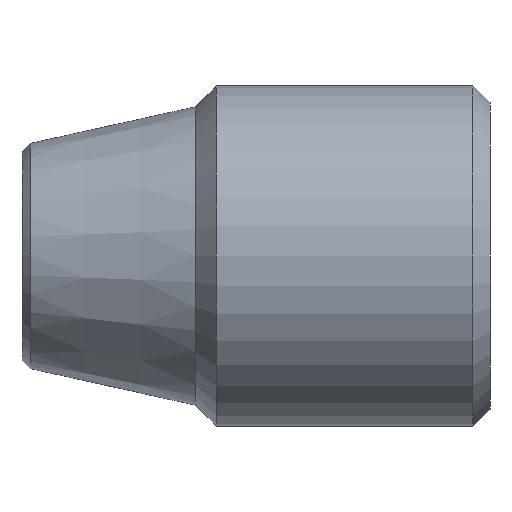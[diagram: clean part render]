
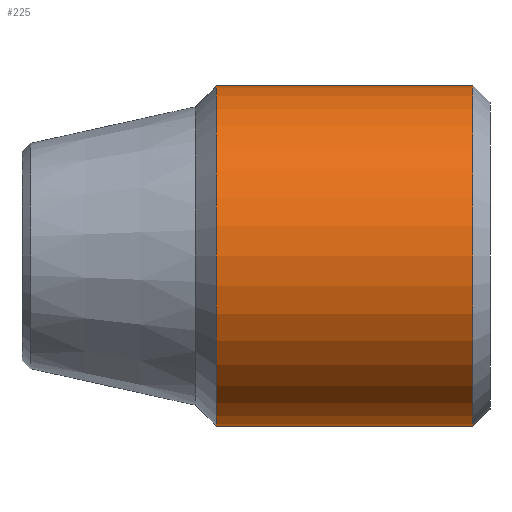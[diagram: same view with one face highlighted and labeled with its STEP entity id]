
A CAD part, front view. The second image highlights one B-rep face of the part: STEP entity #225.
In plain terms, the highlighted cylindrical face has radius 8 mm (diameter 16 mm), a full revolution.
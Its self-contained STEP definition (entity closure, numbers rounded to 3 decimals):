
#18 = VERTEX_POINT ( 'NONE', #24 ) ;
#20 = CARTESIAN_POINT ( 'NONE',  ( -12.863, 0., 8. ) ) ;
#23 = DIRECTION ( 'NONE',  ( 0., 0., 1. ) ) ;
#24 = CARTESIAN_POINT ( 'NONE',  ( -0.8, 0., 8. ) ) ;
#64 = EDGE_CURVE ( 'NONE', #18, #18, #615, .T. ) ;
#132 = AXIS2_PLACEMENT_3D ( 'NONE', #298, #611, #213 ) ;
#144 = FACE_OUTER_BOUND ( 'NONE', #209, .T. ) ;
#194 = CARTESIAN_POINT ( 'NONE',  ( -12.863, 0., 0. ) ) ;
#209 = EDGE_LOOP ( 'NONE', ( #241 ) ) ;
#213 = DIRECTION ( 'NONE',  ( 0., 0., 1. ) ) ;
#225 = ADVANCED_FACE ( 'NONE', ( #243, #144 ), #557, .T. ) ;
#235 = AXIS2_PLACEMENT_3D ( 'NONE', #525, #622, #23 ) ;
#241 = ORIENTED_EDGE ( 'NONE', *, *, #64, .T. ) ;
#243 = FACE_OUTER_BOUND ( 'NONE', #442, .T. ) ;
#298 = CARTESIAN_POINT ( 'NONE',  ( -0.8, 0., 0. ) ) ;
#366 = VERTEX_POINT ( 'NONE', #20 ) ;
#442 = EDGE_LOOP ( 'NONE', ( #561 ) ) ;
#478 = CIRCLE ( 'NONE', #562, 8. ) ;
#495 = EDGE_CURVE ( 'NONE', #366, #366, #478, .T. ) ;
#514 = DIRECTION ( 'NONE',  ( 0., 0., 1. ) ) ;
#525 = CARTESIAN_POINT ( 'NONE',  ( -19.902, 0., 0. ) ) ;
#546 = DIRECTION ( 'NONE',  ( -1., 0., 0. ) ) ;
#557 = CYLINDRICAL_SURFACE ( 'NONE', #235, 8. ) ;
#561 = ORIENTED_EDGE ( 'NONE', *, *, #495, .F. ) ;
#562 = AXIS2_PLACEMENT_3D ( 'NONE', #194, #546, #514 ) ;
#611 = DIRECTION ( 'NONE',  ( -1., 0., 0. ) ) ;
#615 = CIRCLE ( 'NONE', #132, 8. ) ;
#622 = DIRECTION ( 'NONE',  ( -1., 0., 0. ) ) ;
